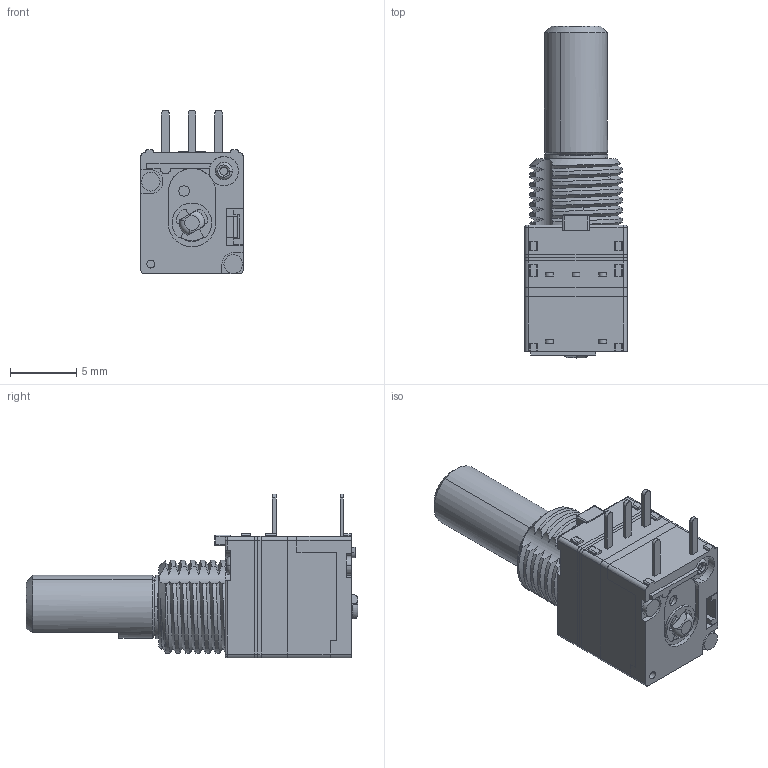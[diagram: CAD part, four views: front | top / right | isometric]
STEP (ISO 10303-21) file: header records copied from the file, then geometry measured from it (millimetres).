
FILE_DESCRIPTION((''),'2;1');
FILE_NAME('F081175S_ASM','2018-09-01T',('eng05'),(''),'PRO/ENGINEER BY PARAMETRIC TECHNOLOGY CORPORATION, 2012480','PRO/ENGINEER BY PARAMETRIC TECHNOLOGY CORPORATION, 2012480','');
FILE_SCHEMA(('CONFIG_CONTROL_DESIGN'));
Length unit declared in the file: millimetre
Products named in the file (11): 13892-2; 13907; 13893-3; 13896; 13904; 13905; 13900; 13908; 12245; 13910; F081175S_ASM
Assembly tree (12 placements, depth 2):
  F081175S_ASM
    13892-2
    13907
    13893-3  x2
    13896
    13904
    13905
    13900
    13908
    12245
    13910  x2
Bounding box: 7.7 x 25 x 12.35 mm (x, y, z)
Volume: 819.3 mm3; surface area: 1945.9 mm2
Topology: 12 solids, 12 shells, 422 faces, 1080 edges, 701 vertices
Faces by surface type: plane 191, cylinder 165, bspline 35, torus 14, cone 13, sphere 4
Entity records: 19838 total; most frequent: CARTESIAN_POINT 9960, ORIENTED_EDGE 2036, DIRECTION 1974, EDGE_CURVE 1018, AXIS2_PLACEMENT_3D 693, VERTEX_POINT 664, VECTOR 588, LINE 588
